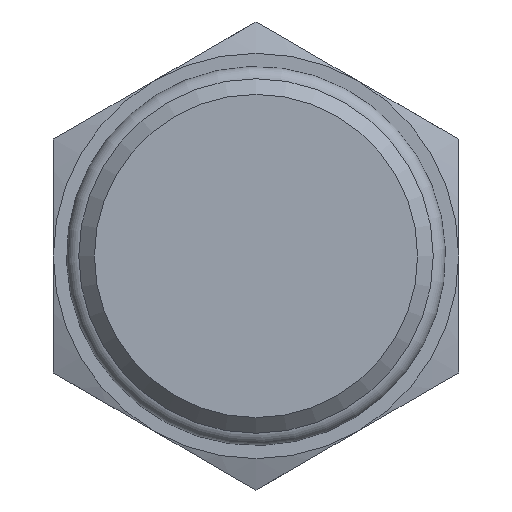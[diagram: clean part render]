
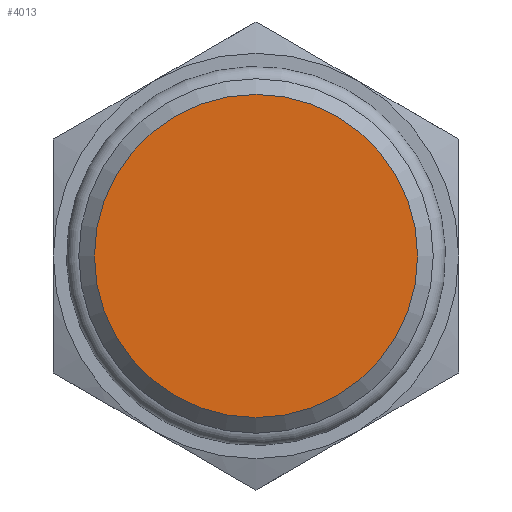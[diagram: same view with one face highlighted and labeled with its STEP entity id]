
A CAD part, left-side view. The second image highlights one B-rep face of the part: STEP entity #4013.
In plain terms, the highlighted planar face has unit normal (-1, 0, 0).
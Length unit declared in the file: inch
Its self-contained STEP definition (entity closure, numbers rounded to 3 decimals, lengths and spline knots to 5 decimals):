
#3990=CARTESIAN_POINT('',(-0.728,0.,0.598));
#3991=VERTEX_POINT('',#3990);
#3992=CARTESIAN_POINT('',(-0.728,0.,0.));
#3993=DIRECTION('',(1.0,0.0,0.0));
#3994=DIRECTION('',(0.0,0.0,-1.0));
#3995=AXIS2_PLACEMENT_3D('',#3992,#3993,#3994);
#3996=CIRCLE('',#3995,0.598);
#3997=EDGE_CURVE('',#3991,#3991,#3996,.T.);
#4005=CARTESIAN_POINT('',(-0.728,0.,0.));
#4006=DIRECTION('',(1.0,0.0,0.0));
#4007=DIRECTION('',(0.0,0.0,-1.0));
#4008=AXIS2_PLACEMENT_3D('',#4005,#4006,#4007);
#4009=PLANE('',#4008);
#4010=ORIENTED_EDGE('',*,*,#3997,.F.);
#4011=EDGE_LOOP('',(#4010));
#4012=FACE_OUTER_BOUND('',#4011,.T.);
#4013=ADVANCED_FACE('',(#4012),#4009,.F.);
